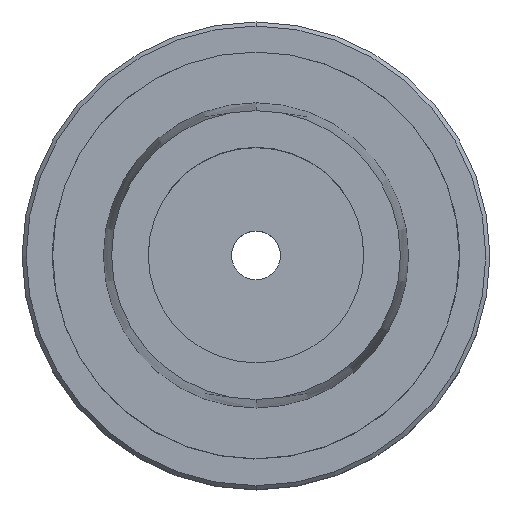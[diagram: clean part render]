
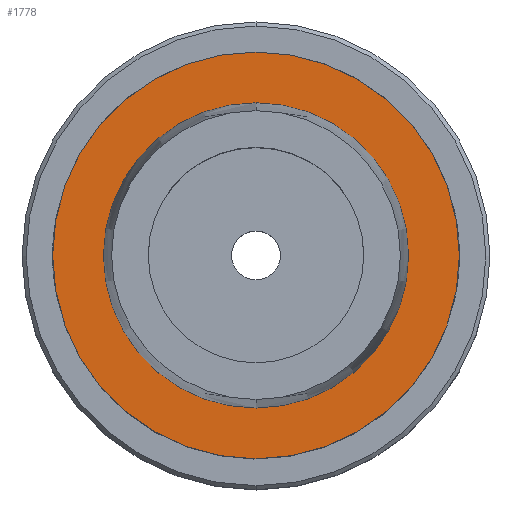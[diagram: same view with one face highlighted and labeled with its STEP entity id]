
A CAD part, top view. The second image highlights one B-rep face of the part: STEP entity #1778.
In plain terms, the highlighted planar face has unit normal (0, 0, 1).
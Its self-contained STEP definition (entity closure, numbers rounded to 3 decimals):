
#211=CARTESIAN_POINT('',(0.,0.,0.));
#212=DIRECTION('',(0.,0.,-1.));
#213=DIRECTION('',(0.,1.,0.));
#214=AXIS2_PLACEMENT_3D('',#211,#212,#213);
#233=CARTESIAN_POINT('',(0.,0.,0.));
#234=DIRECTION('',(0.,0.,1.));
#235=DIRECTION('',(0.,1.,0.));
#236=AXIS2_PLACEMENT_3D('',#233,#234,#235);
#241=CARTESIAN_POINT('',(0.,0.,0.));
#242=DIRECTION('',(0.,0.,-1.));
#243=DIRECTION('',(0.,1.,0.));
#244=AXIS2_PLACEMENT_3D('',#241,#242,#243);
#249=CARTESIAN_POINT('',(0.,0.,0.));
#250=DIRECTION('',(0.,0.,1.));
#251=DIRECTION('',(0.,1.,0.));
#252=AXIS2_PLACEMENT_3D('',#249,#250,#251);
#1370=CARTESIAN_POINT('',(0.,50.,0.));
#1372=VERTEX_POINT('',#1370);
#1373=CARTESIAN_POINT('',(0.,37.507,0.));
#1375=VERTEX_POINT('',#1373);
#1378=CARTESIAN_POINT('',(0.,-50.,0.));
#1380=VERTEX_POINT('',#1378);
#1381=CARTESIAN_POINT('',(0.,-37.507,0.));
#1383=VERTEX_POINT('',#1381);
#1763=CARTESIAN_POINT('',(0.,0.,0.));
#1764=DIRECTION('',(0.,0.,-1.));
#1765=DIRECTION('',(0.,-1.,0.));
#1766=AXIS2_PLACEMENT_3D('',#1763,#1764,#1765);
#1767=PLANE('',#1766);
#1769=ORIENTED_EDGE('',*,*,#1768,.T.);
#1771=ORIENTED_EDGE('',*,*,#1770,.F.);
#1772=EDGE_LOOP('',(#1769,#1771));
#1773=FACE_OUTER_BOUND('',#1772,.F.);
#1774=ORIENTED_EDGE('',*,*,#1758,.T.);
#1775=ORIENTED_EDGE('',*,*,#1742,.F.);
#1776=EDGE_LOOP('',(#1774,#1775));
#1777=FACE_BOUND('',#1776,.F.);
#215=CIRCLE('',#214,37.507);
#237=CIRCLE('',#236,37.507);
#245=CIRCLE('',#244,50.);
#253=CIRCLE('',#252,50.);
#1742=EDGE_CURVE('',#1375,#1383,#215,.T.);
#1758=EDGE_CURVE('',#1375,#1383,#237,.T.);
#1768=EDGE_CURVE('',#1372,#1380,#245,.T.);
#1770=EDGE_CURVE('',#1372,#1380,#253,.T.);
#1778=ADVANCED_FACE('',(#1773,#1777),#1767,.F.);
